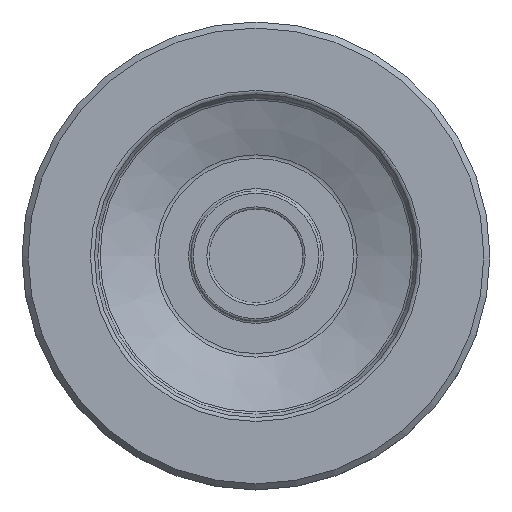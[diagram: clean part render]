
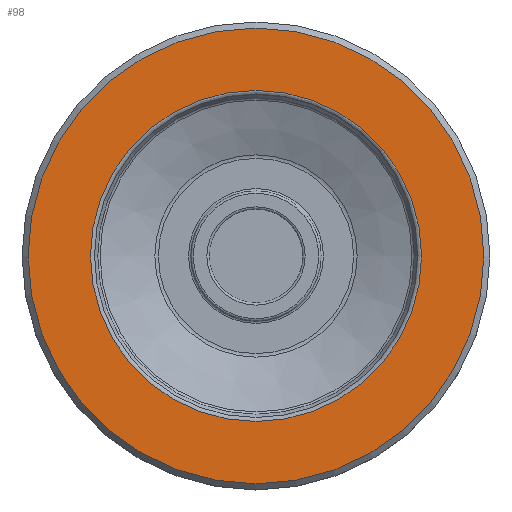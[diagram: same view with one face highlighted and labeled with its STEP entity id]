
A CAD part, top view. The second image highlights one B-rep face of the part: STEP entity #98.
In plain terms, the highlighted planar face has unit normal (0, 0, 1).
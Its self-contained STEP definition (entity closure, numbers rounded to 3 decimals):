
#98 = ADVANCED_FACE( '', ( #246, #247 ), #248, .F. );
#246 = FACE_BOUND( '', #651, .T. );
#247 = FACE_OUTER_BOUND( '', #652, .T. );
#248 = PLANE( '', #653 );
#651 = EDGE_LOOP( '', ( #2386 ) );
#652 = EDGE_LOOP( '', ( #2387 ) );
#653 = AXIS2_PLACEMENT_3D( '', #2388, #2389, #2390 );
#2386 = ORIENTED_EDGE( '', *, *, #2746, .T. );
#2387 = ORIENTED_EDGE( '', *, *, #2732, .T. );
#2388 = CARTESIAN_POINT( '', ( 0., 50., 23.8 ) );
#2389 = DIRECTION( '', ( 0., 0., -1. ) );
#2390 = DIRECTION( '', ( -1., 0., 0. ) );
#2732 = EDGE_CURVE( '', #2896, #2896, #2897, .F. );
#2746 = EDGE_CURVE( '', #2920, #2920, #2921, .T. );
#2896 = VERTEX_POINT( '', #3158 );
#2897 = CIRCLE( '', #3159, 48.7 );
#2920 = VERTEX_POINT( '', #3348 );
#2921 = CIRCLE( '', #3349, 35.382 );
#3158 = CARTESIAN_POINT( '', ( -48.7, 0., 23.8 ) );
#3159 = AXIS2_PLACEMENT_3D( '', #4244, #4245, #4246 );
#3348 = CARTESIAN_POINT( '', ( -35.382, 0., 23.8 ) );
#3349 = AXIS2_PLACEMENT_3D( '', #4259, #4260, #4261 );
#4244 = CARTESIAN_POINT( '', ( 0., 0., 23.8 ) );
#4245 = DIRECTION( '', ( 0., 0., -1. ) );
#4246 = DIRECTION( '', ( -1., 0., 0. ) );
#4259 = CARTESIAN_POINT( '', ( 0., 0., 23.8 ) );
#4260 = DIRECTION( '', ( 0., 0., -1. ) );
#4261 = DIRECTION( '', ( -1., 0., 0. ) );
